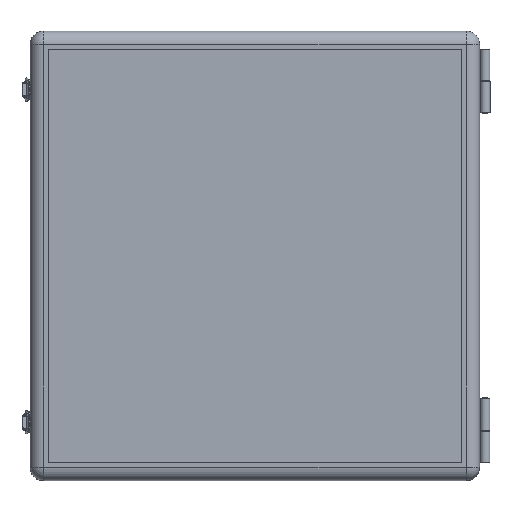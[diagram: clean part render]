
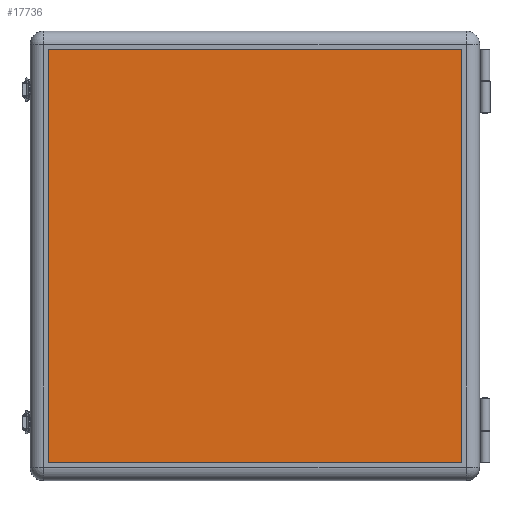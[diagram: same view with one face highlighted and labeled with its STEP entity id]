
A CAD part, top view. The second image highlights one B-rep face of the part: STEP entity #17736.
In plain terms, the highlighted face is planar.
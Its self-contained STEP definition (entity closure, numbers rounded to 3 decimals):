
#6071 = EDGE_LOOP ( 'NONE', ( #25402, #25403, #25404, #25405 ) ) ;
#7707 = EDGE_CURVE ( 'NONE', #54989, #54925, #27893, .T. ) ;
#7710 = EDGE_CURVE ( 'NONE', #54925, #55003, #27911, .T. ) ;
#7714 = EDGE_CURVE ( 'NONE', #19811, #54989, #27923, .T. ) ;
#7716 = EDGE_CURVE ( 'NONE', #55003, #19811, #27929, .T. ) ;
#15064 = CARTESIAN_POINT ( 'NONE',  ( 230., 230., 0. ) ) ;
#15192 = CARTESIAN_POINT ( 'NONE',  ( 230., -230., 0. ) ) ;
#15220 = CARTESIAN_POINT ( 'NONE',  ( -230., 230., 0. ) ) ;
#17736 = ADVANCED_FACE ( 'NONE', ( #43875 ), #43876, .F. ) ;
#19811 = VERTEX_POINT ( 'NONE', #51815 ) ;
#25402 = ORIENTED_EDGE ( 'NONE', *, *, #7707, .F. ) ;
#25403 = ORIENTED_EDGE ( 'NONE', *, *, #7714, .F. ) ;
#25404 = ORIENTED_EDGE ( 'NONE', *, *, #7716, .F. ) ;
#25405 = ORIENTED_EDGE ( 'NONE', *, *, #7710, .F. ) ;
#27893 = LINE ( 'NONE', #27903, #37911 ) ;
#27903 = CARTESIAN_POINT ( 'NONE',  ( 230., -235., 0. ) ) ;
#27904 = DIRECTION ( 'NONE',  ( 0., 1., 0. ) ) ;
#27911 = LINE ( 'NONE', #27913, #37918 ) ;
#27913 = CARTESIAN_POINT ( 'NONE',  ( -235., 230., 0. ) ) ;
#27914 = DIRECTION ( 'NONE',  ( -1., 0., 0. ) ) ;
#27923 = LINE ( 'NONE', #27925, #37927 ) ;
#27925 = CARTESIAN_POINT ( 'NONE',  ( -235., -230., 0. ) ) ;
#27926 = DIRECTION ( 'NONE',  ( 1., 0., 0. ) ) ;
#27929 = LINE ( 'NONE', #27930, #37930 ) ;
#27930 = CARTESIAN_POINT ( 'NONE',  ( -230., -235., 0. ) ) ;
#27931 = DIRECTION ( 'NONE',  ( 0., -1., 0. ) ) ;
#37911 = VECTOR ( 'NONE', #27904, 1000. ) ;
#37918 = VECTOR ( 'NONE', #27914, 1000. ) ;
#37927 = VECTOR ( 'NONE', #27926, 1000. ) ;
#37930 = VECTOR ( 'NONE', #27931, 1000. ) ;
#42856 = AXIS2_PLACEMENT_3D ( 'NONE', #43878, #43879, #43880 ) ;
#43875 = FACE_OUTER_BOUND ( 'NONE', #6071, .T. ) ;
#43876 = PLANE ( 'NONE',  #42856 ) ;
#43878 = CARTESIAN_POINT ( 'NONE',  ( -235., -235., 0. ) ) ;
#43879 = DIRECTION ( 'NONE',  ( 0., 0., 1. ) ) ;
#43880 = DIRECTION ( 'NONE',  ( 1., 0., 0. ) ) ;
#51815 = CARTESIAN_POINT ( 'NONE',  ( -230., -230., 0. ) ) ;
#54925 = VERTEX_POINT ( 'NONE', #15064 ) ;
#54989 = VERTEX_POINT ( 'NONE', #15192 ) ;
#55003 = VERTEX_POINT ( 'NONE', #15220 ) ;
